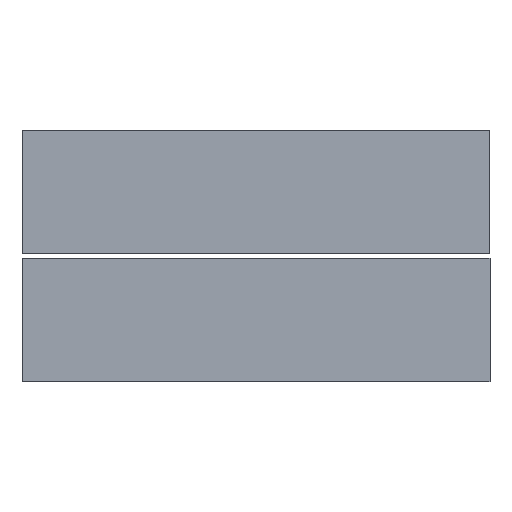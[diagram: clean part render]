
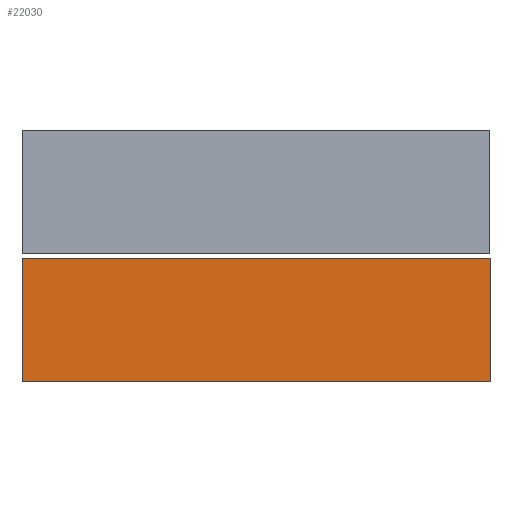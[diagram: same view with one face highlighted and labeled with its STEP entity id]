
A CAD part, top view. The second image highlights one B-rep face of the part: STEP entity #22030.
In plain terms, the highlighted planar face has unit normal (0, 0, 1).
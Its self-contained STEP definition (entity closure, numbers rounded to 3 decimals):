
#374 = LINE ( 'NONE', #29141, #12976 ) ;
#948 = CARTESIAN_POINT ( 'NONE',  ( -106., 0., 0. ) ) ;
#1216 = EDGE_CURVE ( 'NONE', #33166, #14569, #9100, .T. ) ;
#2936 = CARTESIAN_POINT ( 'NONE',  ( 106., 56., 0. ) ) ;
#3511 = CARTESIAN_POINT ( 'NONE',  ( -106., 56., 0. ) ) ;
#3652 = DIRECTION ( 'NONE',  ( 0., 0., -1. ) ) ;
#4561 = ORIENTED_EDGE ( 'NONE', *, *, #37065, .F. ) ;
#5980 = VERTEX_POINT ( 'NONE', #13195 ) ;
#6889 = EDGE_LOOP ( 'NONE', ( #25786, #16525, #4561, #30707 ) ) ;
#8791 = AXIS2_PLACEMENT_3D ( 'NONE', #24316, #3652, #15422 ) ;
#9100 = LINE ( 'NONE', #20455, #12363 ) ;
#12119 = DIRECTION ( 'NONE',  ( 0., -1., 0. ) ) ;
#12362 = VECTOR ( 'NONE', #14870, 1000. ) ;
#12363 = VECTOR ( 'NONE', #12119, 1000. ) ;
#12976 = VECTOR ( 'NONE', #23076, 1000. ) ;
#13195 = CARTESIAN_POINT ( 'NONE',  ( 106., 56., 0. ) ) ;
#14569 = VERTEX_POINT ( 'NONE', #948 ) ;
#14819 = VERTEX_POINT ( 'NONE', #23256 ) ;
#14870 = DIRECTION ( 'NONE',  ( -1., 0., 0. ) ) ;
#15422 = DIRECTION ( 'NONE',  ( 0., 1., 0. ) ) ;
#16525 = ORIENTED_EDGE ( 'NONE', *, *, #23180, .F. ) ;
#18439 = PLANE ( 'NONE',  #8791 ) ;
#19060 = VECTOR ( 'NONE', #25696, 1000. ) ;
#20455 = CARTESIAN_POINT ( 'NONE',  ( -106., 56., 0. ) ) ;
#22030 = ADVANCED_FACE ( 'NONE', ( #24513 ), #18439, .F. ) ;
#23076 = DIRECTION ( 'NONE',  ( -1., 0., 0. ) ) ;
#23172 = CARTESIAN_POINT ( 'NONE',  ( 106., 0., 0. ) ) ;
#23180 = EDGE_CURVE ( 'NONE', #14819, #14569, #26432, .T. ) ;
#23256 = CARTESIAN_POINT ( 'NONE',  ( 106., 0., 0. ) ) ;
#24316 = CARTESIAN_POINT ( 'NONE',  ( 106., 56., 0. ) ) ;
#24513 = FACE_OUTER_BOUND ( 'NONE', #6889, .T. ) ;
#25696 = DIRECTION ( 'NONE',  ( 0., -1., 0. ) ) ;
#25786 = ORIENTED_EDGE ( 'NONE', *, *, #1216, .T. ) ;
#26432 = LINE ( 'NONE', #23172, #12362 ) ;
#29141 = CARTESIAN_POINT ( 'NONE',  ( 106., 56., 0. ) ) ;
#30707 = ORIENTED_EDGE ( 'NONE', *, *, #35588, .T. ) ;
#33166 = VERTEX_POINT ( 'NONE', #3511 ) ;
#35588 = EDGE_CURVE ( 'NONE', #5980, #33166, #374, .T. ) ;
#37065 = EDGE_CURVE ( 'NONE', #5980, #14819, #37414, .T. ) ;
#37414 = LINE ( 'NONE', #2936, #19060 ) ;
